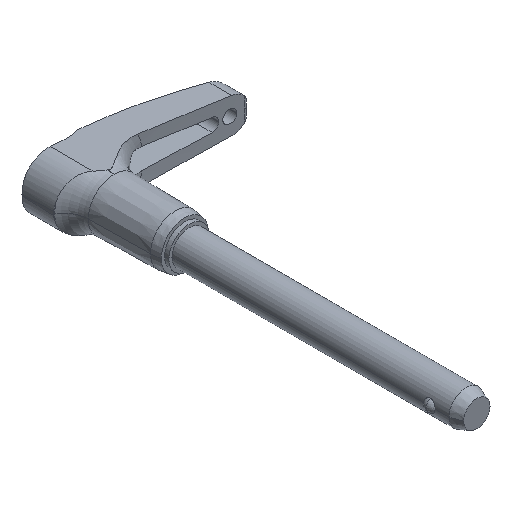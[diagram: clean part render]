
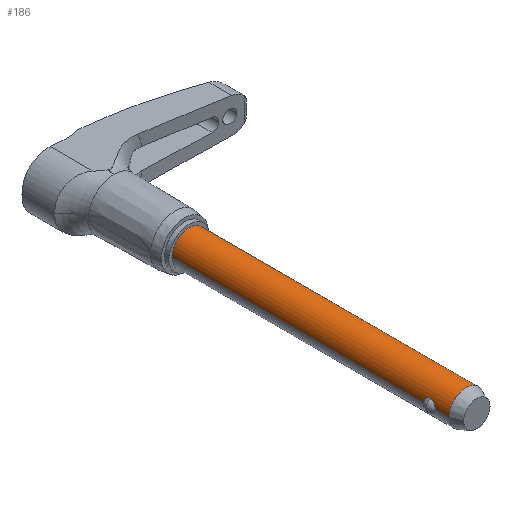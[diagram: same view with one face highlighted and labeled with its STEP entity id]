
A CAD part, isometric view. The second image highlights one B-rep face of the part: STEP entity #186.
In plain terms, the highlighted cylindrical face has radius 3.969 mm (diameter 7.938 mm), a partial arc.
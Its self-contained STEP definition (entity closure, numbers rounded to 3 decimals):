
#186=ADVANCED_FACE('',(#379),#380,.T.);
#379=FACE_OUTER_BOUND('',#571,.T.);
#380=CYLINDRICAL_SURFACE('',#572,3.969);
#571=EDGE_LOOP('',(#1059,#1060,#1061,#1062,#1063,#1064,#1065,#1066,#1067,#1068));
#572=AXIS2_PLACEMENT_3D('',#1069,#1070,#1071);
#1059=ORIENTED_EDGE('',*,*,#1332,.T.);
#1060=ORIENTED_EDGE('',*,*,#1248,.T.);
#1061=ORIENTED_EDGE('',*,*,#1198,.T.);
#1062=ORIENTED_EDGE('',*,*,#1336,.T.);
#1063=ORIENTED_EDGE('',*,*,#1254,.F.);
#1064=ORIENTED_EDGE('',*,*,#1335,.T.);
#1065=ORIENTED_EDGE('',*,*,#1302,.T.);
#1066=ORIENTED_EDGE('',*,*,#1322,.T.);
#1067=ORIENTED_EDGE('',*,*,#1334,.T.);
#1068=ORIENTED_EDGE('',*,*,#1156,.T.);
#1069=CARTESIAN_POINT('',(0.0,-33.401,0.0));
#1070=DIRECTION('',(-0.0,1.0,0.0));
#1071=DIRECTION('',(1.0,0.0,0.0));
#1156=EDGE_CURVE('',#1379,#1377,#1380,.T.);
#1198=EDGE_CURVE('',#1448,#1450,#1452,.T.);
#1248=EDGE_CURVE('',#1526,#1448,#1527,.T.);
#1254=EDGE_CURVE('',#1533,#1532,#1535,.T.);
#1302=EDGE_CURVE('',#1606,#1603,#1607,.T.);
#1322=EDGE_CURVE('',#1603,#1628,#1630,.T.);
#1332=EDGE_CURVE('',#1377,#1526,#1642,.T.);
#1334=EDGE_CURVE('',#1628,#1379,#1644,.T.);
#1335=EDGE_CURVE('',#1533,#1606,#1645,.T.);
#1336=EDGE_CURVE('',#1450,#1532,#1646,.T.);
#1377=VERTEX_POINT('',#1785);
#1379=VERTEX_POINT('',#1788);
#1380=CIRCLE('',#1789,3.969);
#1448=VERTEX_POINT('',#2119);
#1450=VERTEX_POINT('',#2121);
#1452=B_SPLINE_CURVE_WITH_KNOTS('',3,(#2136,#2137,#2138,#2139,#2140,#2141,#2142,#2143,#2144,#2145,#2146,#2147,#2148,#2149),.UNSPECIFIED.,.F.,.F.,(4,2,2,2,2,2,4),(4.167,4.622,5.077,5.295,5.513,5.882,6.251),.UNSPECIFIED.);
#1526=VERTEX_POINT('',#2390);
#1527=B_SPLINE_CURVE_WITH_KNOTS('',3,(#2391,#2392,#2393,#2394,#2395,#2396,#2397,#2398,#2399,#2400,#2401,#2402,#2403,#2404),.UNSPECIFIED.,.F.,.F.,(4,2,2,2,2,2,4),(2.084,2.453,2.822,3.04,3.257,3.712,4.167),.UNSPECIFIED.);
#1532=VERTEX_POINT('',#2422);
#1533=VERTEX_POINT('',#2423);
#1535=CIRCLE('',#2425,3.969);
#1603=VERTEX_POINT('',#2715);
#1606=VERTEX_POINT('',#2718);
#1607=B_SPLINE_CURVE_WITH_KNOTS('',3,(#2719,#2720,#2721,#2722,#2723,#2724,#2725,#2726,#2727,#2728,#2729,#2730,#2731,#2732),.UNSPECIFIED.,.F.,.F.,(4,2,2,2,2,2,4),(6.251,6.62,6.989,7.207,7.425,7.88,8.335),.UNSPECIFIED.);
#1628=VERTEX_POINT('',#2805);
#1630=B_SPLINE_CURVE_WITH_KNOTS('',3,(#2820,#2821,#2822,#2823,#2824,#2825,#2826,#2827,#2828,#2829,#2830,#2831,#2832,#2833),.UNSPECIFIED.,.F.,.F.,(4,2,2,2,2,2,4),(0.0,0.455,0.91,1.128,1.345,1.715,2.084),.UNSPECIFIED.);
#1642=LINE('',#2855,#2856);
#1644=LINE('',#2858,#2859);
#1645=LINE('',#2860,#2861);
#1646=LINE('',#2862,#2863);
#1785=CARTESIAN_POINT('',(3.969,-64.287,0.0));
#1788=CARTESIAN_POINT('',(-3.969,-64.287,0.));
#1789=AXIS2_PLACEMENT_3D('',#2969,#2970,#2971);
#2119=CARTESIAN_POINT('',(3.7,-59.743,1.435));
#2121=CARTESIAN_POINT('',(3.969,-58.42,0.));
#2136=CARTESIAN_POINT('',(3.7,-59.743,1.435));
#2137=CARTESIAN_POINT('',(3.7,-59.592,1.435));
#2138=CARTESIAN_POINT('',(3.712,-59.43,1.406));
#2139=CARTESIAN_POINT('',(3.754,-59.132,1.289));
#2140=CARTESIAN_POINT('',(3.784,-58.996,1.201));
#2141=CARTESIAN_POINT('',(3.827,-58.833,1.053));
#2142=CARTESIAN_POINT('',(3.842,-58.78,0.996));
#2143=CARTESIAN_POINT('',(3.872,-58.684,0.873));
#2144=CARTESIAN_POINT('',(3.886,-58.641,0.807));
#2145=CARTESIAN_POINT('',(3.919,-58.548,0.638));
#2146=CARTESIAN_POINT('',(3.937,-58.499,0.514));
#2147=CARTESIAN_POINT('',(3.963,-58.435,0.257));
#2148=CARTESIAN_POINT('',(3.969,-58.42,0.123));
#2149=CARTESIAN_POINT('',(3.969,-58.42,0.));
#2390=CARTESIAN_POINT('',(3.969,-61.067,0.));
#2391=CARTESIAN_POINT('',(3.969,-61.067,0.0));
#2392=CARTESIAN_POINT('',(3.969,-61.067,0.123));
#2393=CARTESIAN_POINT('',(3.963,-61.052,0.257));
#2394=CARTESIAN_POINT('',(3.937,-60.988,0.514));
#2395=CARTESIAN_POINT('',(3.919,-60.938,0.638));
#2396=CARTESIAN_POINT('',(3.886,-60.846,0.807));
#2397=CARTESIAN_POINT('',(3.872,-60.803,0.873));
#2398=CARTESIAN_POINT('',(3.842,-60.707,0.996));
#2399=CARTESIAN_POINT('',(3.827,-60.654,1.053));
#2400=CARTESIAN_POINT('',(3.784,-60.491,1.201));
#2401=CARTESIAN_POINT('',(3.754,-60.354,1.289));
#2402=CARTESIAN_POINT('',(3.712,-60.056,1.406));
#2403=CARTESIAN_POINT('',(3.7,-59.895,1.435));
#2404=CARTESIAN_POINT('',(3.7,-59.743,1.435));
#2422=CARTESIAN_POINT('',(3.969,0.0,0.0));
#2423=CARTESIAN_POINT('',(-3.969,0.0,0.));
#2425=AXIS2_PLACEMENT_3D('',#3094,#3095,#3096);
#2715=CARTESIAN_POINT('',(-3.7,-59.743,1.435));
#2718=CARTESIAN_POINT('',(-3.969,-58.42,0.));
#2719=CARTESIAN_POINT('',(-3.969,-58.42,0.));
#2720=CARTESIAN_POINT('',(-3.969,-58.42,0.123));
#2721=CARTESIAN_POINT('',(-3.963,-58.435,0.257));
#2722=CARTESIAN_POINT('',(-3.937,-58.499,0.514));
#2723=CARTESIAN_POINT('',(-3.919,-58.548,0.638));
#2724=CARTESIAN_POINT('',(-3.886,-58.641,0.807));
#2725=CARTESIAN_POINT('',(-3.872,-58.684,0.873));
#2726=CARTESIAN_POINT('',(-3.842,-58.78,0.996));
#2727=CARTESIAN_POINT('',(-3.827,-58.833,1.053));
#2728=CARTESIAN_POINT('',(-3.784,-58.996,1.201));
#2729=CARTESIAN_POINT('',(-3.754,-59.132,1.289));
#2730=CARTESIAN_POINT('',(-3.712,-59.43,1.406));
#2731=CARTESIAN_POINT('',(-3.7,-59.592,1.435));
#2732=CARTESIAN_POINT('',(-3.7,-59.743,1.435));
#2805=CARTESIAN_POINT('',(-3.969,-61.067,0.));
#2820=CARTESIAN_POINT('',(-3.7,-59.743,1.435));
#2821=CARTESIAN_POINT('',(-3.7,-59.895,1.435));
#2822=CARTESIAN_POINT('',(-3.712,-60.056,1.406));
#2823=CARTESIAN_POINT('',(-3.754,-60.354,1.289));
#2824=CARTESIAN_POINT('',(-3.784,-60.491,1.201));
#2825=CARTESIAN_POINT('',(-3.827,-60.654,1.053));
#2826=CARTESIAN_POINT('',(-3.842,-60.707,0.996));
#2827=CARTESIAN_POINT('',(-3.872,-60.803,0.873));
#2828=CARTESIAN_POINT('',(-3.886,-60.846,0.807));
#2829=CARTESIAN_POINT('',(-3.919,-60.938,0.638));
#2830=CARTESIAN_POINT('',(-3.937,-60.988,0.514));
#2831=CARTESIAN_POINT('',(-3.963,-61.052,0.257));
#2832=CARTESIAN_POINT('',(-3.969,-61.067,0.123));
#2833=CARTESIAN_POINT('',(-3.969,-61.067,0.));
#2855=CARTESIAN_POINT('',(3.969,-33.401,0.));
#2856=VECTOR('',#3187,1.0);
#2858=CARTESIAN_POINT('',(-3.969,-33.401,0.));
#2859=VECTOR('',#3191,1.0);
#2860=CARTESIAN_POINT('',(-3.969,-33.401,0.));
#2861=VECTOR('',#3192,1.0);
#2862=CARTESIAN_POINT('',(3.969,-33.401,0.));
#2863=VECTOR('',#3193,1.0);
#2969=CARTESIAN_POINT('',(0.0,-64.287,0.0));
#2970=DIRECTION('',(0.,1.0,0.0));
#2971=DIRECTION('',(1.0,0.,0.0));
#3094=CARTESIAN_POINT('',(0.0,0.0,0.0));
#3095=DIRECTION('',(-0.0,1.0,0.0));
#3096=DIRECTION('',(1.0,0.0,0.0));
#3187=DIRECTION('',(0.0,1.0,0.0));
#3191=DIRECTION('',(-0.0,-1.0,-0.0));
#3192=DIRECTION('',(-0.0,-1.0,-0.0));
#3193=DIRECTION('',(0.0,1.0,0.0));
